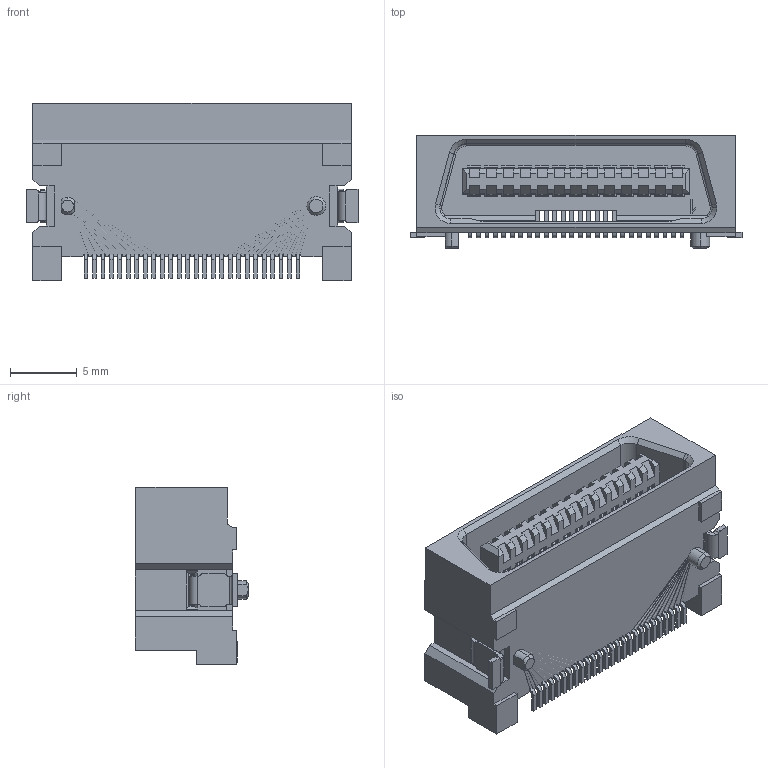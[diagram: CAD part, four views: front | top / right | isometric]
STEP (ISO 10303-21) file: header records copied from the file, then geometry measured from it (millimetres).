
FILE_DESCRIPTION( ('This file contains a STEP AP42 implementation' ,'as created by ZW3D STEP Interface translator.') ,'2;1' );
FILE_NAME( '6320D-XXXRZXXPWX01.stp' ,'231027.1140 7', (''), ('ZWCAD Software Co.'), 'Version 1.0', 'ZW3D to STEP translator', '' );
FILE_SCHEMA(('AUTOMOTIVE_DESIGN { 1 0 10303 214 1 1 1 1 }'));
Length unit declared in the file: millimetre
Products named in the file (2): 0; 6320D-XXXRZXXPWX01
Bounding box: 24.85 x 8.5 x 13.3 mm (x, y, z)
Volume: 1215.5 mm3; surface area: 2722 mm2
Topology: 1 solids, 1 shells, 3166 faces, 9267 edges, 5916 vertices
Faces by surface type: plane 2061, cylinder 855, torus 187, bspline 54, cone 9
Entity records: 108978 total; most frequent: CARTESIAN_POINT 20170, ORIENTED_EDGE 18538, DIRECTION 17586, EDGE_CURVE 9267, VECTOR 6930, LINE 6930, VERTEX_POINT 5916, AXIS2_PLACEMENT_3D 5328
